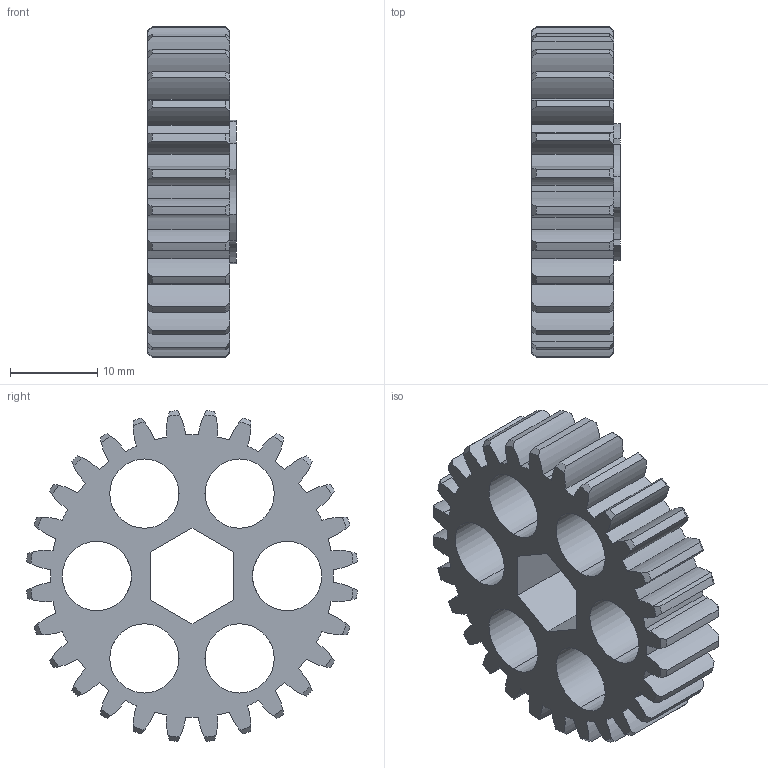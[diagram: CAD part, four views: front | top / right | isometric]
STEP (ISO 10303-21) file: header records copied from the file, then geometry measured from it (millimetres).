
FILE_DESCRIPTION (( 'STEP AP214' ), '1' );
FILE_NAME ('am-0025 Medium Cluster Gear, 28 Tooth.STEP', '2014-08-20T20:27:32', ( '' ), ( '' ), 'SwSTEP 2.0', 'SolidWorks 2014', '' );
FILE_SCHEMA (( 'AUTOMOTIVE_DESIGN' ));
Length unit declared in the file: inch
Products named in the file (1): am-0025 Medium Cluster Gear, 28 Tooth
Bounding box: 10.16 x 37.95 x 37.95 mm (x, y, z)
Volume: 5623.8 mm3; surface area: 5124.3 mm2
Topology: 1 solids, 1 shells, 201 faces, 612 edges, 408 vertices
Faces by surface type: cylinder 136, cone 56, plane 9
Entity records: 7226 total; most frequent: CARTESIAN_POINT 1558, DIRECTION 1244, ORIENTED_EDGE 1224, EDGE_CURVE 612, AXIS2_PLACEMENT_3D 542, VERTEX_POINT 408, CIRCLE 340, EDGE_LOOP 210
